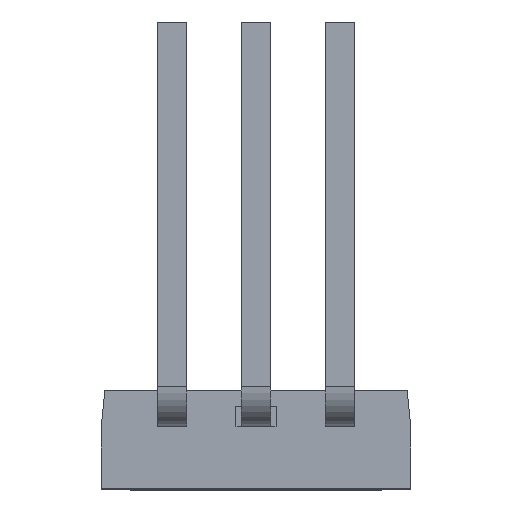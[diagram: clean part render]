
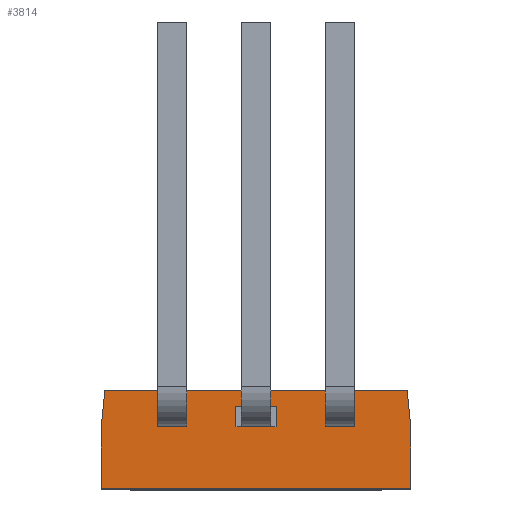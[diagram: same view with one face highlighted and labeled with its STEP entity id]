
A CAD part, top view. The second image highlights one B-rep face of the part: STEP entity #3814.
In plain terms, the highlighted planar face has unit normal (0, 0, 1).
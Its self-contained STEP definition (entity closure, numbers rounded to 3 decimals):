
#8 = EDGE_CURVE ( 'NONE', #4502, #52, #9436, .T. ) ;
#52 = VERTEX_POINT ( 'NONE', #590 ) ;
#77 = CARTESIAN_POINT ( 'NONE',  ( -2.7, 1.7, 0. ) ) ;
#82 = EDGE_CURVE ( 'NONE', #6663, #6470, #7316, .T. ) ;
#89 = AXIS2_PLACEMENT_3D ( 'NONE', #8363, #7820, #6854 ) ;
#252 = CARTESIAN_POINT ( 'NONE',  ( -4.15, 2.7, 0. ) ) ;
#338 = VERTEX_POINT ( 'NONE', #2543 ) ;
#397 = CARTESIAN_POINT ( 'NONE',  ( -4.25, 0., 0. ) ) ;
#460 = ORIENTED_EDGE ( 'NONE', *, *, #1293, .F. ) ;
#590 = CARTESIAN_POINT ( 'NONE',  ( 4.25, 0., 0. ) ) ;
#609 = VERTEX_POINT ( 'NONE', #8964 ) ;
#777 = VECTOR ( 'NONE', #7030, 1000. ) ;
#807 = EDGE_CURVE ( 'NONE', #52, #1566, #1326, .T. ) ;
#993 = CARTESIAN_POINT ( 'NONE',  ( 4.25, 0., 0. ) ) ;
#1035 = ORIENTED_EDGE ( 'NONE', *, *, #3223, .T. ) ;
#1079 = CARTESIAN_POINT ( 'NONE',  ( 0., 2.25, 0. ) ) ;
#1132 = CARTESIAN_POINT ( 'NONE',  ( 1.9, 1.7, 0. ) ) ;
#1223 = CARTESIAN_POINT ( 'NONE',  ( 2.7, 2.25, 0. ) ) ;
#1253 = VECTOR ( 'NONE', #5650, 1000. ) ;
#1293 = EDGE_CURVE ( 'NONE', #9203, #2387, #1568, .T. ) ;
#1326 = LINE ( 'NONE', #993, #4088 ) ;
#1364 = VECTOR ( 'NONE', #8142, 1000. ) ;
#1378 = CARTESIAN_POINT ( 'NONE',  ( 4.25, 1.7, 0. ) ) ;
#1476 = CARTESIAN_POINT ( 'NONE',  ( 4.2, 2.2, 0. ) ) ;
#1566 = VERTEX_POINT ( 'NONE', #1378 ) ;
#1568 = LINE ( 'NONE', #8648, #9389 ) ;
#1589 = LINE ( 'NONE', #4249, #8722 ) ;
#1593 = PLANE ( 'NONE',  #89 ) ;
#1634 = EDGE_LOOP ( 'NONE', ( #460, #3114, #3733, #9655 ) ) ;
#1643 = EDGE_CURVE ( 'NONE', #338, #1566, #4719, .T. ) ;
#1678 = ORIENTED_EDGE ( 'NONE', *, *, #1643, .F. ) ;
#1799 = CARTESIAN_POINT ( 'NONE',  ( -1.9, 2.25, 0. ) ) ;
#1835 = CARTESIAN_POINT ( 'NONE',  ( 2.7, 1.7, 0. ) ) ;
#1884 = EDGE_CURVE ( 'NONE', #7952, #9456, #6592, .T. ) ;
#1925 = CARTESIAN_POINT ( 'NONE',  ( -4.25, 1.7, 0. ) ) ;
#1976 = CARTESIAN_POINT ( 'NONE',  ( -0.55, 2.25, 0. ) ) ;
#1988 = ORIENTED_EDGE ( 'NONE', *, *, #3028, .T. ) ;
#2005 = EDGE_LOOP ( 'NONE', ( #6063, #9447, #5570, #4711 ) ) ;
#2187 = VECTOR ( 'NONE', #9233, 1000. ) ;
#2271 = CARTESIAN_POINT ( 'NONE',  ( 0., 2.25, 0. ) ) ;
#2336 = VERTEX_POINT ( 'NONE', #1925 ) ;
#2387 = VERTEX_POINT ( 'NONE', #1799 ) ;
#2454 = VECTOR ( 'NONE', #6259, 1000. ) ;
#2497 = EDGE_CURVE ( 'NONE', #4502, #2336, #9030, .T. ) ;
#2543 = CARTESIAN_POINT ( 'NONE',  ( 4.15, 2.7, 0. ) ) ;
#2570 = LINE ( 'NONE', #7831, #7870 ) ;
#2577 = EDGE_CURVE ( 'NONE', #3227, #609, #6675, .T. ) ;
#2650 = EDGE_CURVE ( 'NONE', #6470, #9456, #1589, .T. ) ;
#2726 = VECTOR ( 'NONE', #3091, 1000. ) ;
#2731 = DIRECTION ( 'NONE',  ( -1., 0., 0. ) ) ;
#2769 = FACE_BOUND ( 'NONE', #2005, .T. ) ;
#2818 = LINE ( 'NONE', #252, #777 ) ;
#2825 = DIRECTION ( 'NONE',  ( 0., -1., 0. ) ) ;
#2878 = EDGE_CURVE ( 'NONE', #8287, #9332, #4959, .T. ) ;
#2971 = DIRECTION ( 'NONE',  ( 0., -1., 0. ) ) ;
#3028 = EDGE_CURVE ( 'NONE', #9250, #2336, #2818, .T. ) ;
#3091 = DIRECTION ( 'NONE',  ( -1., 0., 0. ) ) ;
#3114 = ORIENTED_EDGE ( 'NONE', *, *, #5435, .T. ) ;
#3152 = VECTOR ( 'NONE', #7709, 1000. ) ;
#3223 = EDGE_CURVE ( 'NONE', #3227, #6337, #4112, .T. ) ;
#3227 = VERTEX_POINT ( 'NONE', #8089 ) ;
#3293 = EDGE_CURVE ( 'NONE', #9250, #338, #6670, .T. ) ;
#3482 = CARTESIAN_POINT ( 'NONE',  ( -4.25, 1.7, 0. ) ) ;
#3598 = FACE_BOUND ( 'NONE', #4408, .T. ) ;
#3733 = ORIENTED_EDGE ( 'NONE', *, *, #2878, .F. ) ;
#3814 = ADVANCED_FACE ( 'NONE', ( #2769, #3598, #6533, #4298 ), #1593, .T. ) ;
#3841 = CARTESIAN_POINT ( 'NONE',  ( 1.9, 2.25, 0. ) ) ;
#3964 = ORIENTED_EDGE ( 'NONE', *, *, #8, .T. ) ;
#3991 = CARTESIAN_POINT ( 'NONE',  ( 0., 2.25, 0. ) ) ;
#4051 = CARTESIAN_POINT ( 'NONE',  ( -4.25, 0., 0. ) ) ;
#4088 = VECTOR ( 'NONE', #6296, 1000. ) ;
#4112 = LINE ( 'NONE', #3482, #1253 ) ;
#4138 = DIRECTION ( 'NONE',  ( 0., 1., 0. ) ) ;
#4249 = CARTESIAN_POINT ( 'NONE',  ( 1.9, 1.7, 0. ) ) ;
#4298 = FACE_OUTER_BOUND ( 'NONE', #4937, .T. ) ;
#4408 = EDGE_LOOP ( 'NONE', ( #4842, #1035, #5806, #9133 ) ) ;
#4502 = VERTEX_POINT ( 'NONE', #4051 ) ;
#4576 = CARTESIAN_POINT ( 'NONE',  ( -1.9, 1.7, 0. ) ) ;
#4593 = EDGE_CURVE ( 'NONE', #2387, #8287, #5067, .T. ) ;
#4681 = VECTOR ( 'NONE', #8838, 1000. ) ;
#4711 = ORIENTED_EDGE ( 'NONE', *, *, #82, .F. ) ;
#4719 = LINE ( 'NONE', #1476, #6705 ) ;
#4752 = ORIENTED_EDGE ( 'NONE', *, *, #807, .T. ) ;
#4806 = VECTOR ( 'NONE', #8717, 1000. ) ;
#4807 = DIRECTION ( 'NONE',  ( -1., 0., 0. ) ) ;
#4842 = ORIENTED_EDGE ( 'NONE', *, *, #2577, .F. ) ;
#4937 = EDGE_LOOP ( 'NONE', ( #4752, #1678, #7011, #1988, #7308, #3964 ) ) ;
#4959 = LINE ( 'NONE', #5938, #8958 ) ;
#5067 = LINE ( 'NONE', #1079, #8590 ) ;
#5085 = CARTESIAN_POINT ( 'NONE',  ( -0.55, 1.7, 0. ) ) ;
#5138 = LINE ( 'NONE', #1835, #3152 ) ;
#5201 = CARTESIAN_POINT ( 'NONE',  ( -0.55, 1.7, 0. ) ) ;
#5246 = DIRECTION ( 'NONE',  ( 0.1, -0.995, 0. ) ) ;
#5435 = EDGE_CURVE ( 'NONE', #9203, #9332, #2570, .T. ) ;
#5570 = ORIENTED_EDGE ( 'NONE', *, *, #2650, .F. ) ;
#5650 = DIRECTION ( 'NONE',  ( -1., 0., 0. ) ) ;
#5697 = CARTESIAN_POINT ( 'NONE',  ( -4.25, 1.7, 0. ) ) ;
#5806 = ORIENTED_EDGE ( 'NONE', *, *, #7410, .F. ) ;
#5938 = CARTESIAN_POINT ( 'NONE',  ( -2.7, 1.7, 0. ) ) ;
#6057 = EDGE_CURVE ( 'NONE', #7952, #6663, #5138, .T. ) ;
#6059 = CARTESIAN_POINT ( 'NONE',  ( -4.15, 2.7, 0. ) ) ;
#6063 = ORIENTED_EDGE ( 'NONE', *, *, #6057, .F. ) ;
#6119 = VECTOR ( 'NONE', #2731, 1000. ) ;
#6259 = DIRECTION ( 'NONE',  ( -1., 0., 0. ) ) ;
#6296 = DIRECTION ( 'NONE',  ( 0., 1., 0. ) ) ;
#6337 = VERTEX_POINT ( 'NONE', #5201 ) ;
#6470 = VERTEX_POINT ( 'NONE', #3841 ) ;
#6484 = CARTESIAN_POINT ( 'NONE',  ( 0.55, 1.7, 0. ) ) ;
#6533 = FACE_BOUND ( 'NONE', #1634, .T. ) ;
#6539 = VERTEX_POINT ( 'NONE', #1976 ) ;
#6592 = LINE ( 'NONE', #5697, #6119 ) ;
#6663 = VERTEX_POINT ( 'NONE', #1223 ) ;
#6670 = LINE ( 'NONE', #8790, #4681 ) ;
#6675 = LINE ( 'NONE', #6484, #4806 ) ;
#6705 = VECTOR ( 'NONE', #5246, 1000. ) ;
#6854 = DIRECTION ( 'NONE',  ( 1., 0., 0. ) ) ;
#6948 = LINE ( 'NONE', #3991, #2454 ) ;
#7011 = ORIENTED_EDGE ( 'NONE', *, *, #3293, .F. ) ;
#7030 = DIRECTION ( 'NONE',  ( -0.1, -0.995, 0. ) ) ;
#7222 = DIRECTION ( 'NONE',  ( -1., 0., 0. ) ) ;
#7308 = ORIENTED_EDGE ( 'NONE', *, *, #2497, .F. ) ;
#7316 = LINE ( 'NONE', #2271, #2726 ) ;
#7410 = EDGE_CURVE ( 'NONE', #6539, #6337, #7782, .T. ) ;
#7445 = CARTESIAN_POINT ( 'NONE',  ( 2.7, 1.7, 0. ) ) ;
#7709 = DIRECTION ( 'NONE',  ( 0., 1., 0. ) ) ;
#7782 = LINE ( 'NONE', #5085, #9688 ) ;
#7820 = DIRECTION ( 'NONE',  ( 0., 0., 1. ) ) ;
#7831 = CARTESIAN_POINT ( 'NONE',  ( -4.25, 1.7, 0. ) ) ;
#7870 = VECTOR ( 'NONE', #7222, 1000. ) ;
#7952 = VERTEX_POINT ( 'NONE', #7445 ) ;
#8016 = CARTESIAN_POINT ( 'NONE',  ( -2.7, 2.25, 0. ) ) ;
#8054 = EDGE_CURVE ( 'NONE', #609, #6539, #6948, .T. ) ;
#8089 = CARTESIAN_POINT ( 'NONE',  ( 0.55, 1.7, 0. ) ) ;
#8142 = DIRECTION ( 'NONE',  ( 1., 0., 0. ) ) ;
#8198 = CARTESIAN_POINT ( 'NONE',  ( -4.25, 0., 0. ) ) ;
#8287 = VERTEX_POINT ( 'NONE', #8016 ) ;
#8363 = CARTESIAN_POINT ( 'NONE',  ( -4.25, 0., 0. ) ) ;
#8590 = VECTOR ( 'NONE', #4807, 1000. ) ;
#8648 = CARTESIAN_POINT ( 'NONE',  ( -1.9, 1.7, 0. ) ) ;
#8717 = DIRECTION ( 'NONE',  ( 0., 1., 0. ) ) ;
#8722 = VECTOR ( 'NONE', #2825, 1000. ) ;
#8790 = CARTESIAN_POINT ( 'NONE',  ( 0., 2.7, 0. ) ) ;
#8838 = DIRECTION ( 'NONE',  ( 1., 0., 0. ) ) ;
#8926 = DIRECTION ( 'NONE',  ( 0., -1., 0. ) ) ;
#8958 = VECTOR ( 'NONE', #2971, 1000. ) ;
#8964 = CARTESIAN_POINT ( 'NONE',  ( 0.55, 2.25, 0. ) ) ;
#9030 = LINE ( 'NONE', #397, #2187 ) ;
#9133 = ORIENTED_EDGE ( 'NONE', *, *, #8054, .F. ) ;
#9203 = VERTEX_POINT ( 'NONE', #4576 ) ;
#9233 = DIRECTION ( 'NONE',  ( 0., 1., 0. ) ) ;
#9250 = VERTEX_POINT ( 'NONE', #6059 ) ;
#9332 = VERTEX_POINT ( 'NONE', #77 ) ;
#9389 = VECTOR ( 'NONE', #4138, 1000. ) ;
#9436 = LINE ( 'NONE', #8198, #1364 ) ;
#9447 = ORIENTED_EDGE ( 'NONE', *, *, #1884, .T. ) ;
#9456 = VERTEX_POINT ( 'NONE', #1132 ) ;
#9655 = ORIENTED_EDGE ( 'NONE', *, *, #4593, .F. ) ;
#9688 = VECTOR ( 'NONE', #8926, 1000. ) ;
